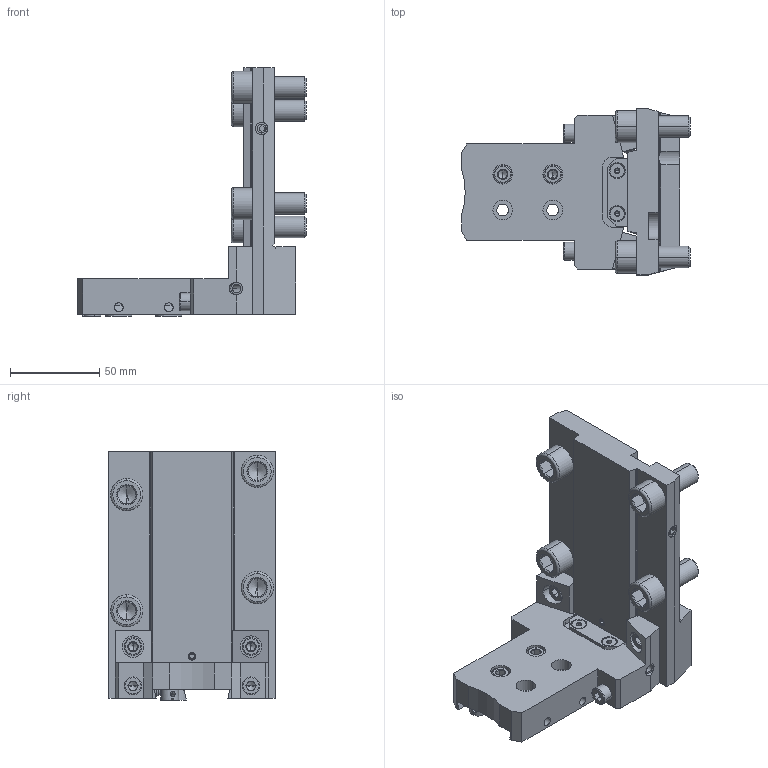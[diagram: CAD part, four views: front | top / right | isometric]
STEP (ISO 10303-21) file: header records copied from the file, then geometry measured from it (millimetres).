
FILE_DESCRIPTION((''),'2;1');
FILE_NAME('7074053_SW0001','2013-11-26T',('czauner'),(''),'PRO/ENGINEER BY PARAMETRIC TECHNOLOGY CORPORATION, 2011040','PRO/ENGINEER BY PARAMETRIC TECHNOLOGY CORPORATION, 2011040','');
FILE_SCHEMA(('AUTOMOTIVE_DESIGN { 1 2 10303 214 0 1 1 1 }'));
Length unit declared in the file: millimetre
Products named in the file (1): 7074053_SW0001
Bounding box: 128 x 93 x 139 mm (x, y, z)
Volume: 327019.6 mm3; surface area: 82237.4 mm2
Topology: 3 solids, 3 shells, 852 faces, 2110 edges, 1294 vertices
Faces by surface type: plane 381, cylinder 209, cone 200, torus 52, revolution 10
Entity records: 33463 total; most frequent: CARTESIAN_POINT 8847, DIRECTION 4282, ORIENTED_EDGE 4156, EDGE_CURVE 2078, AXIS2_PLACEMENT_3D 1574, VERTEX_POINT 1294, VECTOR 1124, LINE 1124
